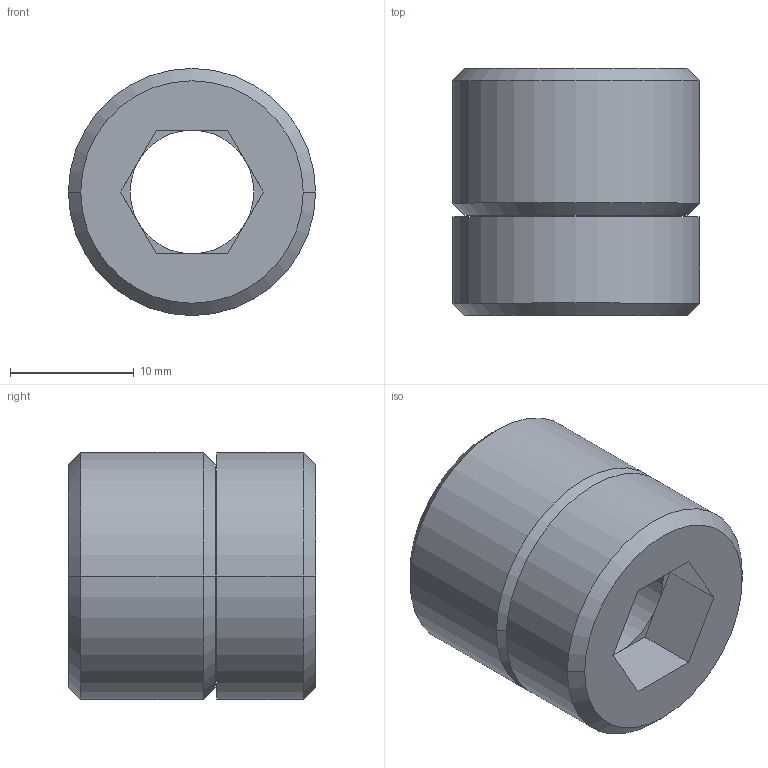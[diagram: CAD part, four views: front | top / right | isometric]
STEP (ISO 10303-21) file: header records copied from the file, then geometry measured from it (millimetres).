
FILE_DESCRIPTION((''),'2;1');
FILE_NAME('2RSTH020___BO0','2019-10-29T16:21:15',('kim.bk'),(''),'CREO PARAMETRIC BY PTC INC, 2019010','CREO PARAMETRIC BY PTC INC, 2019010','');
FILE_SCHEMA(('CONFIG_CONTROL_DESIGN'));
Length unit declared in the file: millimetre
Products named in the file (1): 2RSTH020___BO0
Bounding box: 20 x 20 x 20 mm (x, y, z)
Volume: 4493.7 mm3; surface area: 3017.1 mm2
Topology: 2 solids, 2 shells, 40 faces, 90 edges, 56 vertices
Faces by surface type: plane 24, cone 10, cylinder 6
Entity records: 1154 total; most frequent: DIRECTION 202, CARTESIAN_POINT 186, ORIENTED_EDGE 180, EDGE_CURVE 90, AXIS2_PLACEMENT_3D 72, VECTOR 58, LINE 58, VERTEX_POINT 56
